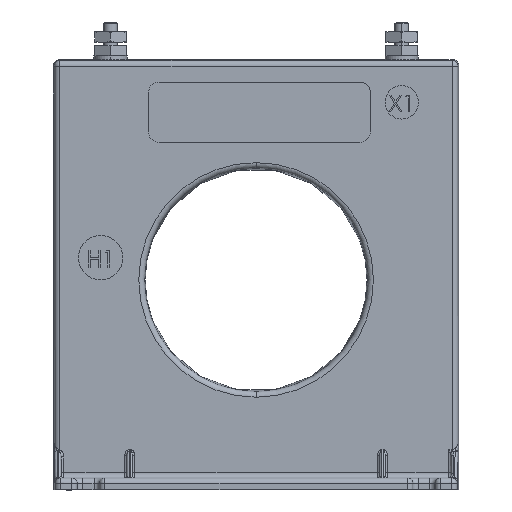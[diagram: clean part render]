
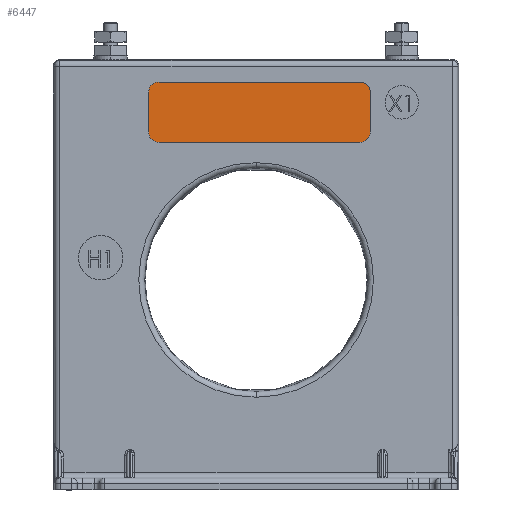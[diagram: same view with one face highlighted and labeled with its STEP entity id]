
A CAD part, top view. The second image highlights one B-rep face of the part: STEP entity #6447.
In plain terms, the highlighted planar face has unit normal (0, 0, 1).
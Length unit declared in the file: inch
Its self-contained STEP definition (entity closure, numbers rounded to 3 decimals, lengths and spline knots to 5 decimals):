
#140 = CIRCLE ( 'NONE', #21557, 0.12 ) ;
#692 = CIRCLE ( 'NONE', #22705, 0.12 ) ;
#1210 = CARTESIAN_POINT ( 'NONE',  ( 1.26995, 4.54016, 0.552 ) ) ;
#2335 = CARTESIAN_POINT ( 'NONE',  ( -1.09247, 4.47286, 0.552 ) ) ;
#2375 = VERTEX_POINT ( 'NONE', #14578 ) ;
#2739 = ORIENTED_EDGE ( 'NONE', *, *, #12233, .F. ) ;
#3314 = CARTESIAN_POINT ( 'NONE',  ( 1.19041, 4.59286, 0.552 ) ) ;
#4289 = ORIENTED_EDGE ( 'NONE', *, *, #18581, .F. ) ;
#4361 = EDGE_LOOP ( 'NONE', ( #10267, #23808, #19608, #4289, #9131, #4406, #9557, #2739 ) ) ;
#4406 = ORIENTED_EDGE ( 'NONE', *, *, #18340, .F. ) ;
#4552 = DIRECTION ( 'NONE',  ( 0., 0., -1. ) ) ;
#4710 = VECTOR ( 'NONE', #17946, 39.37008 ) ;
#5582 = DIRECTION ( 'NONE',  ( -1., 0., 0. ) ) ;
#5670 = DIRECTION ( 'NONE',  ( 1., 0., 0. ) ) ;
#5788 = VERTEX_POINT ( 'NONE', #8137 ) ;
#5801 = CARTESIAN_POINT ( 'NONE',  ( 1.23479, 4.5753, 0.552 ) ) ;
#6195 = AXIS2_PLACEMENT_3D ( 'NONE', #2335, #4552, #11068 ) ;
#6447 = ADVANCED_FACE ( 'NONE', ( #13071 ), #15827, .F. ) ;
#6614 = CARTESIAN_POINT ( 'NONE',  ( 1.16753, 4.59286, 0.552 ) ) ;
#7065 = CARTESIAN_POINT ( 'NONE',  ( -1.21247, 4.03286, 0.552 ) ) ;
#7093 = VERTEX_POINT ( 'NONE', #15636 ) ;
#8007 = CARTESIAN_POINT ( 'NONE',  ( 1.25239, 4.55771, 0.552 ) ) ;
#8137 = CARTESIAN_POINT ( 'NONE',  ( -1.21247, 4.03286, 0.552 ) ) ;
#9131 = ORIENTED_EDGE ( 'NONE', *, *, #20775, .F. ) ;
#9422 = DIRECTION ( 'NONE',  ( 0., -1., 0. ) ) ;
#9557 = ORIENTED_EDGE ( 'NONE', *, *, #26270, .F. ) ;
#9992 = VECTOR ( 'NONE', #5670, 39.37008 ) ;
#10267 = ORIENTED_EDGE ( 'NONE', *, *, #22800, .F. ) ;
#10530 = CARTESIAN_POINT ( 'NONE',  ( 1.16753, 3.91286, 0.552 ) ) ;
#11068 = DIRECTION ( 'NONE',  ( -1., 0., 0. ) ) ;
#11736 = CARTESIAN_POINT ( 'NONE',  ( -1.09247, 3.91286, 0.552 ) ) ;
#12036 = EDGE_CURVE ( 'NONE', #7093, #20581, #26174, .T. ) ;
#12192 = DIRECTION ( 'NONE',  ( 0., 0., -1. ) ) ;
#12233 = EDGE_CURVE ( 'NONE', #20006, #22660, #23740, .T. ) ;
#12420 = CARTESIAN_POINT ( 'NONE',  ( 1.2117, 4.58444, 0.552 ) ) ;
#12661 = CARTESIAN_POINT ( 'NONE',  ( -1.09247, 4.03286, 0.552 ) ) ;
#13071 = FACE_OUTER_BOUND ( 'NONE', #4361, .T. ) ;
#13609 = LINE ( 'NONE', #10530, #18777 ) ;
#13660 = VERTEX_POINT ( 'NONE', #6614 ) ;
#14391 = CARTESIAN_POINT ( 'NONE',  ( 1.28753, 4.47286, 0.552 ) ) ;
#14502 = CARTESIAN_POINT ( 'NONE',  ( -1.09247, 4.59286, 0.552 ) ) ;
#14578 = CARTESIAN_POINT ( 'NONE',  ( 1.16753, 3.91286, 0.552 ) ) ;
#15260 = DIRECTION ( 'NONE',  ( -1., 0., 0. ) ) ;
#15476 = VECTOR ( 'NONE', #9422, 39.37008 ) ;
#15636 = CARTESIAN_POINT ( 'NONE',  ( -1.21247, 4.47286, 0.552 ) ) ;
#15827 = PLANE ( 'NONE',  #26730 ) ;
#17946 = DIRECTION ( 'NONE',  ( 0., 1., 0. ) ) ;
#18098 = LINE ( 'NONE', #7065, #4710 ) ;
#18340 = EDGE_CURVE ( 'NONE', #2375, #25703, #13609, .T. ) ;
#18581 = EDGE_CURVE ( 'NONE', #5788, #7093, #18098, .T. ) ;
#18685 = CARTESIAN_POINT ( 'NONE',  ( 1.28753, 4.49576, 0.552 ) ) ;
#18777 = VECTOR ( 'NONE', #23318, 39.37008 ) ;
#18976 = CARTESIAN_POINT ( 'NONE',  ( 1.16753, 4.59286, 0.552 ) ) ;
#19069 = CARTESIAN_POINT ( 'NONE',  ( 1.28753, 4.03286, 0.552 ) ) ;
#19501 = CARTESIAN_POINT ( 'NONE',  ( 1.28753, 4.47286, 0.552 ) ) ;
#19608 = ORIENTED_EDGE ( 'NONE', *, *, #12036, .F. ) ;
#20006 = VERTEX_POINT ( 'NONE', #19501 ) ;
#20177 = CARTESIAN_POINT ( 'NONE',  ( -0.25259, 2.81995, 0.552 ) ) ;
#20581 = VERTEX_POINT ( 'NONE', #22029 ) ;
#20622 = EDGE_CURVE ( 'NONE', #20581, #13660, #23425, .T. ) ;
#20775 = EDGE_CURVE ( 'NONE', #25703, #5788, #140, .T. ) ;
#21557 = AXIS2_PLACEMENT_3D ( 'NONE', #12661, #23748, #15260 ) ;
#22029 = CARTESIAN_POINT ( 'NONE',  ( -1.09247, 4.59286, 0.552 ) ) ;
#22237 = B_SPLINE_CURVE_WITH_KNOTS ( 'NONE', 2,
 ( #18976, #3314, #12420, #5801, #8007, #1210, #27839, #18685, #25717 ),
 .UNSPECIFIED., .F., .F.,
 ( 3, 2, 2, 2, 3 ),
 ( 0., 0.0012, 0.0024, 0.00359, 0.00479 ),
 .UNSPECIFIED. ) ;
#22660 = VERTEX_POINT ( 'NONE', #19069 ) ;
#22705 = AXIS2_PLACEMENT_3D ( 'NONE', #26332, #26244, #26810 ) ;
#22800 = EDGE_CURVE ( 'NONE', #13660, #20006, #22237, .T. ) ;
#23318 = DIRECTION ( 'NONE',  ( -1., 0., 0. ) ) ;
#23425 = LINE ( 'NONE', #14502, #9992 ) ;
#23740 = LINE ( 'NONE', #14391, #15476 ) ;
#23748 = DIRECTION ( 'NONE',  ( 0., 0., -1. ) ) ;
#23808 = ORIENTED_EDGE ( 'NONE', *, *, #20622, .F. ) ;
#25703 = VERTEX_POINT ( 'NONE', #11736 ) ;
#25717 = CARTESIAN_POINT ( 'NONE',  ( 1.28753, 4.47286, 0.552 ) ) ;
#26174 = CIRCLE ( 'NONE', #6195, 0.12 ) ;
#26244 = DIRECTION ( 'NONE',  ( 0., 0., -1. ) ) ;
#26270 = EDGE_CURVE ( 'NONE', #22660, #2375, #692, .T. ) ;
#26332 = CARTESIAN_POINT ( 'NONE',  ( 1.16753, 4.03286, 0.552 ) ) ;
#26730 = AXIS2_PLACEMENT_3D ( 'NONE', #20177, #12192, #5582 ) ;
#26810 = DIRECTION ( 'NONE',  ( -1., 0., 0. ) ) ;
#27839 = CARTESIAN_POINT ( 'NONE',  ( 1.27911, 4.51703, 0.552 ) ) ;
